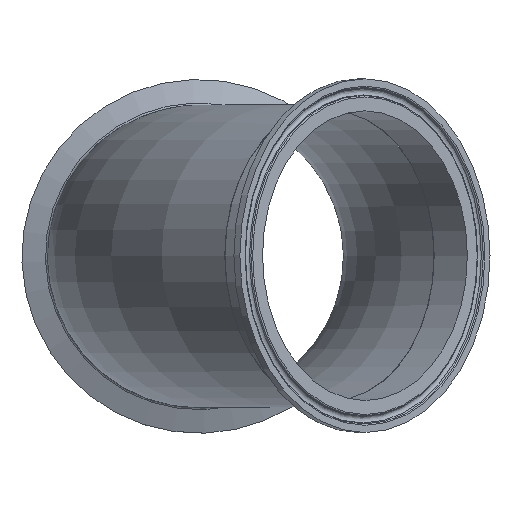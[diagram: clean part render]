
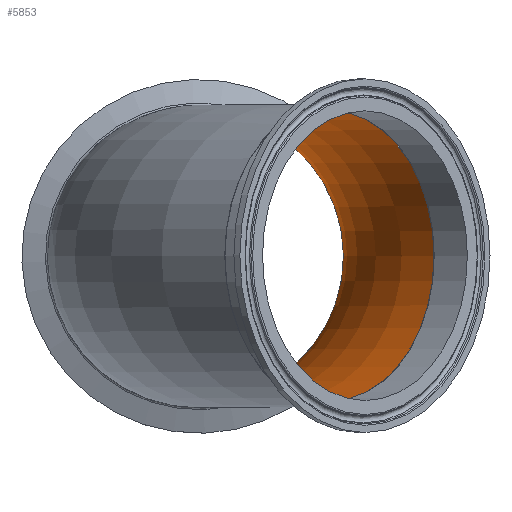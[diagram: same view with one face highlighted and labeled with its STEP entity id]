
A CAD part, top view. The second image highlights one B-rep face of the part: STEP entity #5853.
In plain terms, the highlighted toroidal (fillet/blend) face has major radius 152.4 mm and minor radius 48.692 mm.
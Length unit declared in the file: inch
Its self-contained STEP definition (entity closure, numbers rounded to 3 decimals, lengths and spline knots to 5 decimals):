
#57=CIRCLE('',#6090,1.917);
#58=CIRCLE('',#6091,1.917);
#126=FACE_BOUND('',#1692,.T.);
#1291=FACE_OUTER_BOUND('',#1691,.T.);
#1691=EDGE_LOOP('',(#5397));
#1692=EDGE_LOOP('',(#5398));
#2830=VERTEX_POINT('',#12846);
#2831=VERTEX_POINT('',#12848);
#3689=EDGE_CURVE('',#2830,#2830,#57,.T.);
#3690=EDGE_CURVE('',#2831,#2831,#58,.T.);
#5397=ORIENTED_EDGE('',*,*,#3689,.F.);
#5398=ORIENTED_EDGE('',*,*,#3690,.F.);
#5451=TOROIDAL_SURFACE('',#6089,6.,1.917);
#5853=ADVANCED_FACE('',(#1291,#126),#5451,.F.);
#6089=AXIS2_PLACEMENT_3D('',#12845,#6830,#6831);
#6090=AXIS2_PLACEMENT_3D('',#12847,#6832,#6833);
#6091=AXIS2_PLACEMENT_3D('',#12849,#6834,#6835);
#6830=DIRECTION('center_axis',(0.,-1.,0.));
#6831=DIRECTION('ref_axis',(-0.707,0.,0.707));
#6832=DIRECTION('center_axis',(0.,0.,
1.));
#6833=DIRECTION('ref_axis',(-1.,0.,0.));
#6834=DIRECTION('center_axis',(-0.707,0.,
-0.707));
#6835=DIRECTION('ref_axis',(-0.707,0.,0.707));
#12845=CARTESIAN_POINT('Origin',(6.,0.,0.));
#12846=CARTESIAN_POINT('',(-1.917,0.,0.));
#12847=CARTESIAN_POINT('Origin',(0.,0.,
0.));
#12848=CARTESIAN_POINT('',(0.40184,0.,5.59816));
#12849=CARTESIAN_POINT('Origin',(1.75736,0.,
4.24264));
